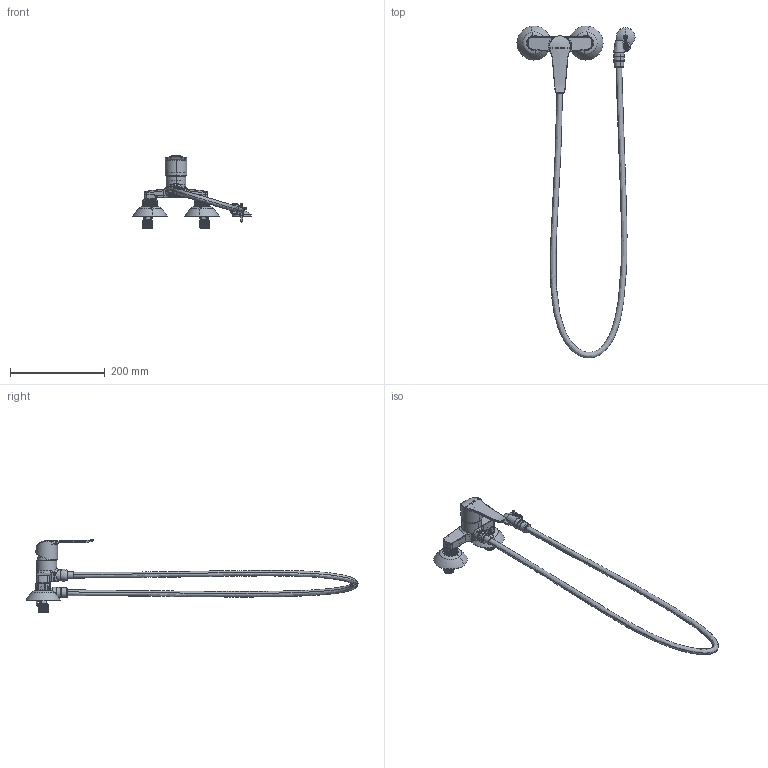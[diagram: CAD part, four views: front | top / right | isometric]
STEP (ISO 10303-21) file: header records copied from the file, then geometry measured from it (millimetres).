
FILE_DESCRIPTION (( 'STEP AP203' ), '1' );
FILE_NAME ('99F300600.STEP', '2025-07-07T10:25:29', ( '' ), ( '' ), 'SwSTEP 2.0', 'SolidWorks 2021', '' );
FILE_SCHEMA (( 'CONFIG_CONTROL_DESIGN' ));
Length unit declared in the file: millimetre
Products named in the file (1): 99F300600
Bounding box: 249.65 x 702.06 x 155.6 mm (x, y, z)
Volume: 281679.3 mm3; surface area: 174230.4 mm2
Topology: 18 solids, 18 shells, 1394 faces, 3527 edges, 2203 vertices
Faces by surface type: cylinder 486, bspline 369, plane 349, cone 108, torus 66, sphere 16
Entity records: 90959 total; most frequent: CARTESIAN_POINT 61257, ORIENTED_EDGE 7018, DIRECTION 5089, EDGE_CURVE 3509, VERTEX_POINT 2203, AXIS2_PLACEMENT_3D 1973, EDGE_LOOP 1498, FACE_OUTER_BOUND 1394
